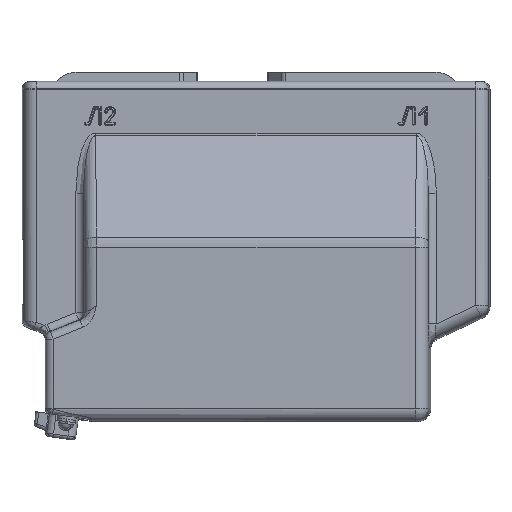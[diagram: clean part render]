
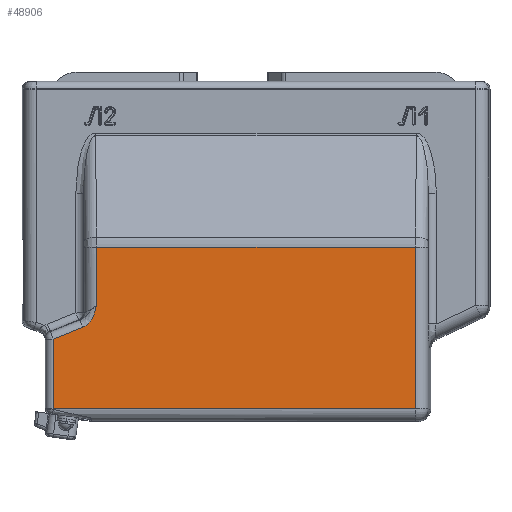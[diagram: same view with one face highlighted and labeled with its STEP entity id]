
A CAD part, top view. The second image highlights one B-rep face of the part: STEP entity #48906.
In plain terms, the highlighted planar face has unit normal (0, 0, 1).
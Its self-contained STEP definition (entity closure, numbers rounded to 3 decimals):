
#7003 = VECTOR ( 'NONE', #8036, 1000. ) ;
#7005 = LINE ( 'NONE', #8025, #7003 ) ;
#7013 = LINE ( 'NONE', #8051, #7017 ) ;
#7017 = VECTOR ( 'NONE', #8052, 1000. ) ;
#7022 = VECTOR ( 'NONE', #8088, 1000. ) ;
#7024 = LINE ( 'NONE', #8065, #7022 ) ;
#7030 = LINE ( 'NONE', #8098, #7035 ) ;
#7035 = VECTOR ( 'NONE', #8101, 1000. ) ;
#7099 = LINE ( 'NONE', #8297, #7102 ) ;
#7102 = VECTOR ( 'NONE', #8298, 1000. ) ;
#7103 = VECTOR ( 'NONE', #8318, 1000. ) ;
#7106 = LINE ( 'NONE', #8300, #7103 ) ;
#8025 = CARTESIAN_POINT ( 'NONE',  ( 16.809, 51.478, 74. ) ) ;
#8036 = DIRECTION ( 'NONE',  ( -0.928, -0.371, 0. ) ) ;
#8051 = CARTESIAN_POINT ( 'NONE',  ( 47.793, 66., 74. ) ) ;
#8052 = DIRECTION ( 'NONE',  ( 0., -1., 0. ) ) ;
#8057 = CARTESIAN_POINT ( 'NONE',  ( 47.793, 74.363, 74. ) ) ;
#8065 = CARTESIAN_POINT ( 'NONE',  ( 260., 8., 74. ) ) ;
#8067 = CARTESIAN_POINT ( 'NONE',  ( 47.622, 73.661, 74. ) ) ;
#8068 = CARTESIAN_POINT ( 'NONE',  ( 47.45, 72.958, 74. ) ) ;
#8069 = CARTESIAN_POINT ( 'NONE',  ( 47.088, 71.558, 74. ) ) ;
#8070 = CARTESIAN_POINT ( 'NONE',  ( 46.897, 70.86, 74. ) ) ;
#8071 = CARTESIAN_POINT ( 'NONE',  ( 46.269, 68.789, 74. ) ) ;
#8072 = CARTESIAN_POINT ( 'NONE',  ( 45.774, 67.439, 74. ) ) ;
#8073 = CARTESIAN_POINT ( 'NONE',  ( 44.767, 65.52, 74. ) ) ;
#8074 = CARTESIAN_POINT ( 'NONE',  ( 44.384, 64.896, 74. ) ) ;
#8075 = CARTESIAN_POINT ( 'NONE',  ( 43.531, 63.729, 74. ) ) ;
#8076 = CARTESIAN_POINT ( 'NONE',  ( 43.059, 63.182, 74. ) ) ;
#8077 = CARTESIAN_POINT ( 'NONE',  ( 42.276, 62.426, 74. ) ) ;
#8078 = CARTESIAN_POINT ( 'NONE',  ( 42.001, 62.184, 74. ) ) ;
#8079 = CARTESIAN_POINT ( 'NONE',  ( 41.435, 61.732, 74. ) ) ;
#8080 = CARTESIAN_POINT ( 'NONE',  ( 41.143, 61.52, 74. ) ) ;
#8081 = CARTESIAN_POINT ( 'NONE',  ( 40.239, 60.929, 74. ) ) ;
#8082 = CARTESIAN_POINT ( 'NONE',  ( 39.6, 60.594, 74. ) ) ;
#8083 = CARTESIAN_POINT ( 'NONE',  ( 38.922, 60.323, 74. ) ) ;
#8088 = DIRECTION ( 'NONE',  ( 1., 0., 0. ) ) ;
#8098 = CARTESIAN_POINT ( 'NONE',  ( 20., 8., 74. ) ) ;
#8101 = DIRECTION ( 'NONE',  ( 0., -1., 0. ) ) ;
#8297 = CARTESIAN_POINT ( 'NONE',  ( 23., 111.621, 74. ) ) ;
#8298 = DIRECTION ( 'NONE',  ( -1., 0., 0. ) ) ;
#8300 = CARTESIAN_POINT ( 'NONE',  ( 252.207, 115., 74. ) ) ;
#8318 = DIRECTION ( 'NONE',  ( 0., 1., 0. ) ) ;
#9071 = AXIS2_PLACEMENT_3D ( 'NONE', #14430, #14444, #14446 ) ;
#11111 = CARTESIAN_POINT ( 'NONE',  ( 47.793, 74.363, 74. ) ) ;
#11810 = FACE_OUTER_BOUND ( 'NONE', #15990, .T. ) ;
#12874 = CARTESIAN_POINT ( 'NONE',  ( 47.793, 111.621, 74. ) ) ;
#12882 = CARTESIAN_POINT ( 'NONE',  ( 38.922, 60.323, 74. ) ) ;
#12886 = CARTESIAN_POINT ( 'NONE',  ( 20., 52.754, 74. ) ) ;
#12890 = CARTESIAN_POINT ( 'NONE',  ( 20., 8., 74. ) ) ;
#12892 = CARTESIAN_POINT ( 'NONE',  ( 252.207, 8., 74. ) ) ;
#12952 = CARTESIAN_POINT ( 'NONE',  ( 252.207, 111.621, 74. ) ) ;
#14430 = CARTESIAN_POINT ( 'NONE',  ( 23., 8., 74. ) ) ;
#14437 = PLANE ( 'NONE',  #9071 ) ;
#14444 = DIRECTION ( 'NONE',  ( 0., 0., 1. ) ) ;
#14446 = DIRECTION ( 'NONE',  ( 1., 0., 0. ) ) ;
#15990 = EDGE_LOOP ( 'NONE', ( #24268, #24269, #24270, #24271, #24272, #24273, #24274 ) ) ;
#24268 = ORIENTED_EDGE ( 'NONE', *, *, #25539, .T. ) ;
#24269 = ORIENTED_EDGE ( 'NONE', *, *, #25533, .T. ) ;
#24270 = ORIENTED_EDGE ( 'NONE', *, *, #25461, .T. ) ;
#24271 = ORIENTED_EDGE ( 'NONE', *, *, #25466, .T. ) ;
#24272 = ORIENTED_EDGE ( 'NONE', *, *, #25456, .T. ) ;
#24273 = ORIENTED_EDGE ( 'NONE', *, *, #25474, .T. ) ;
#24274 = ORIENTED_EDGE ( 'NONE', *, *, #25468, .T. ) ;
#25456 = EDGE_CURVE ( 'NONE', #27075, #27077, #7005, .T. ) ;
#25461 = EDGE_CURVE ( 'NONE', #27071, #26435, #7013, .T. ) ;
#25466 = EDGE_CURVE ( 'NONE', #26435, #27075, #32038, .T. ) ;
#25468 = EDGE_CURVE ( 'NONE', #27079, #27080, #7024, .T. ) ;
#25474 = EDGE_CURVE ( 'NONE', #27077, #27079, #7030, .T. ) ;
#25533 = EDGE_CURVE ( 'NONE', #27110, #27071, #7099, .T. ) ;
#25539 = EDGE_CURVE ( 'NONE', #27080, #27110, #7106, .T. ) ;
#26435 = VERTEX_POINT ( 'NONE', #11111 ) ;
#27071 = VERTEX_POINT ( 'NONE', #12874 ) ;
#27075 = VERTEX_POINT ( 'NONE', #12882 ) ;
#27077 = VERTEX_POINT ( 'NONE', #12886 ) ;
#27079 = VERTEX_POINT ( 'NONE', #12890 ) ;
#27080 = VERTEX_POINT ( 'NONE', #12892 ) ;
#27110 = VERTEX_POINT ( 'NONE', #12952 ) ;
#32038 = B_SPLINE_CURVE_WITH_KNOTS ( 'NONE', 3,
 ( #8057, #8067, #8068, #8069, #8070, #8071, #8072, #8073, #8074, #8075, #8076, #8077, #8078, #8079, #8080, #8081, #8082, #8083 ),
 .UNSPECIFIED., .F., .F.,
 ( 4, 2, 2, 2, 2, 2, 2, 2, 4 ),
 ( 0., 0.002, 0.004, 0.009, 0.011, 0.013, 0.014, 0.015, 0.017 ),
 .UNSPECIFIED. ) ;
#48906 = ADVANCED_FACE ( 'NONE', ( #11810 ), #14437, .T. ) ;
